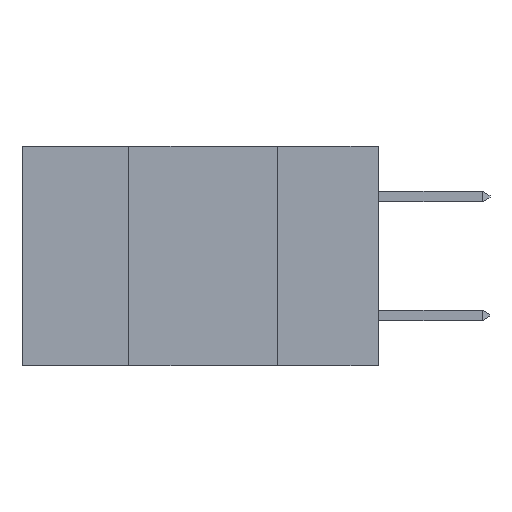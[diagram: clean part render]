
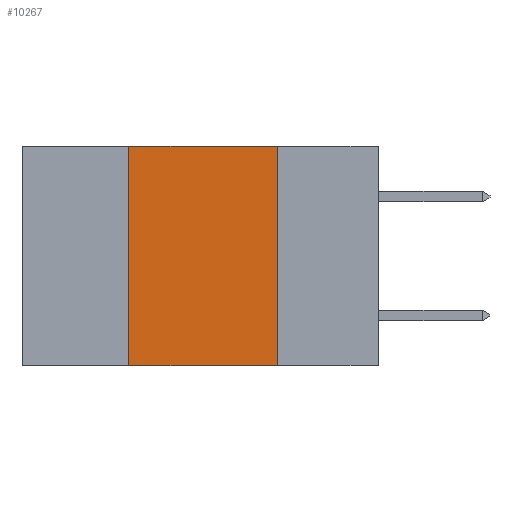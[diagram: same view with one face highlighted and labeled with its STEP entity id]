
A CAD part, left-side view. The second image highlights one B-rep face of the part: STEP entity #10267.
In plain terms, the highlighted planar face has unit normal (-1, 0, 0).
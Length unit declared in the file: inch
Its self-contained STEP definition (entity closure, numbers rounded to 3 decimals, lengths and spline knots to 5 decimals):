
#75 = PLANE ( 'NONE',  #4292 ) ;
#633 = CARTESIAN_POINT ( 'NONE',  ( 0., 0.42, -0.37 ) ) ;
#1078 = VECTOR ( 'NONE', #16712, 39.37008 ) ;
#1481 = DIRECTION ( 'NONE',  ( 1., 0., 0. ) ) ;
#1734 = EDGE_CURVE ( 'NONE', #13947, #16467, #15221, .T. ) ;
#1932 = DIRECTION ( 'NONE',  ( 0., 0., -1. ) ) ;
#2850 = LINE ( 'NONE', #11859, #9694 ) ;
#2960 = EDGE_CURVE ( 'NONE', #3167, #13947, #11172, .T. ) ;
#3167 = VERTEX_POINT ( 'NONE', #9909 ) ;
#4247 = CARTESIAN_POINT ( 'NONE',  ( 0., 0.6, 0. ) ) ;
#4292 = AXIS2_PLACEMENT_3D ( 'NONE', #4247, #1481, #11078 ) ;
#5078 = CARTESIAN_POINT ( 'NONE',  ( 0., 0.17, 0. ) ) ;
#6972 = ORIENTED_EDGE ( 'NONE', *, *, #15990, .F. ) ;
#7410 = ORIENTED_EDGE ( 'NONE', *, *, #2960, .F. ) ;
#7821 = VECTOR ( 'NONE', #1932, 39.37008 ) ;
#9094 = EDGE_LOOP ( 'NONE', ( #12767, #7410, #6972, #16003 ) ) ;
#9164 = DIRECTION ( 'NONE',  ( 0., -1., 0. ) ) ;
#9438 = EDGE_CURVE ( 'NONE', #10431, #16467, #2850, .T. ) ;
#9694 = VECTOR ( 'NONE', #9164, 39.37008 ) ;
#9873 = LINE ( 'NONE', #11001, #16881 ) ;
#9909 = CARTESIAN_POINT ( 'NONE',  ( 0., 0.42, 0. ) ) ;
#10267 = ADVANCED_FACE ( 'NONE', ( #11399 ), #75, .F. ) ;
#10431 = VERTEX_POINT ( 'NONE', #633 ) ;
#11001 = CARTESIAN_POINT ( 'NONE',  ( 0., 0.42, 0. ) ) ;
#11078 = DIRECTION ( 'NONE',  ( 0., 0., -1. ) ) ;
#11172 = LINE ( 'NONE', #16734, #1078 ) ;
#11399 = FACE_OUTER_BOUND ( 'NONE', #9094, .T. ) ;
#11791 = CARTESIAN_POINT ( 'NONE',  ( 0., 0.17, 0. ) ) ;
#11859 = CARTESIAN_POINT ( 'NONE',  ( 0., 0.6, -0.37 ) ) ;
#12767 = ORIENTED_EDGE ( 'NONE', *, *, #1734, .F. ) ;
#13467 = CARTESIAN_POINT ( 'NONE',  ( 0., 0.17, -0.37 ) ) ;
#13947 = VERTEX_POINT ( 'NONE', #5078 ) ;
#15221 = LINE ( 'NONE', #11791, #7821 ) ;
#15990 = EDGE_CURVE ( 'NONE', #10431, #3167, #9873, .T. ) ;
#16003 = ORIENTED_EDGE ( 'NONE', *, *, #9438, .T. ) ;
#16467 = VERTEX_POINT ( 'NONE', #13467 ) ;
#16646 = DIRECTION ( 'NONE',  ( 0., 0., 1. ) ) ;
#16712 = DIRECTION ( 'NONE',  ( 0., -1., 0. ) ) ;
#16734 = CARTESIAN_POINT ( 'NONE',  ( 0., 0.6, 0. ) ) ;
#16881 = VECTOR ( 'NONE', #16646, 39.37008 ) ;
